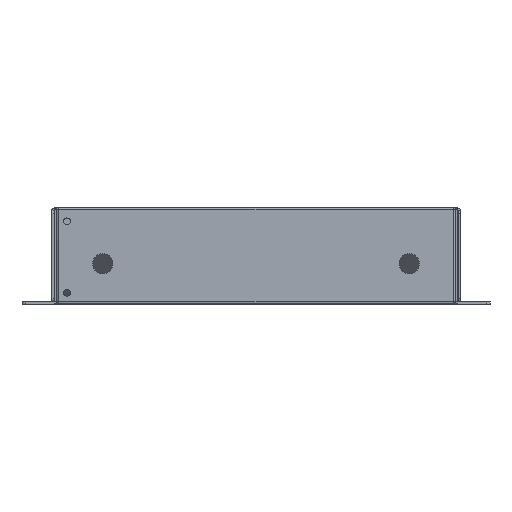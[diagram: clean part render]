
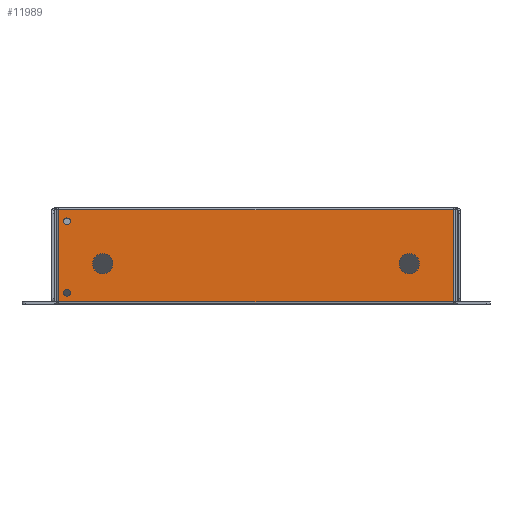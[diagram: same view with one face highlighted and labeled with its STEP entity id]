
A CAD part, front view. The second image highlights one B-rep face of the part: STEP entity #11989.
In plain terms, the highlighted planar face has unit normal (0, -1, 0).
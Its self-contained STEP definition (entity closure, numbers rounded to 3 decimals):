
#90 = VERTEX_POINT ( 'NONE', #8035 ) ;
#107 = CIRCLE ( 'NONE', #11321, 6.25 ) ;
#632 = CARTESIAN_POINT ( 'NONE',  ( -13.307, -476.144, -4.043 ) ) ;
#904 = CARTESIAN_POINT ( 'NONE',  ( -233.307, -476.144, 24.457 ) ) ;
#1144 = EDGE_LOOP ( 'NONE', ( #1659 ) ) ;
#1405 = DIRECTION ( 'NONE',  ( 0., 0., 1. ) ) ;
#1470 = VERTEX_POINT ( 'NONE', #632 ) ;
#1526 = DIRECTION ( 'NONE',  ( 0., 0., -1. ) ) ;
#1659 = ORIENTED_EDGE ( 'NONE', *, *, #12981, .T. ) ;
#1739 = CIRCLE ( 'NONE', #6111, 2.1 ) ;
#1871 = EDGE_CURVE ( 'NONE', #6759, #6759, #1739, .T. ) ;
#1993 = AXIS2_PLACEMENT_3D ( 'NONE', #904, #10428, #13801 ) ;
#2148 = ORIENTED_EDGE ( 'NONE', *, *, #1871, .F. ) ;
#2267 = FACE_BOUND ( 'NONE', #5942, .T. ) ;
#2611 = ORIENTED_EDGE ( 'NONE', *, *, #4798, .T. ) ;
#2772 = CARTESIAN_POINT ( 'NONE',  ( 13.993, -476.144, -33.972 ) ) ;
#3923 = CARTESIAN_POINT ( 'NONE',  ( -225.423, -476.144, -28.365 ) ) ;
#4202 = ORIENTED_EDGE ( 'NONE', *, *, #7534, .T. ) ;
#4462 = CARTESIAN_POINT ( 'NONE',  ( -230.607, -476.144, 23.107 ) ) ;
#4486 = FACE_OUTER_BOUND ( 'NONE', #14610, .T. ) ;
#4769 = DIRECTION ( 'NONE',  ( 0., 1., 0. ) ) ;
#4798 = EDGE_CURVE ( 'NONE', #7489, #4881, #4980, .T. ) ;
#4881 = VERTEX_POINT ( 'NONE', #10862 ) ;
#4980 = LINE ( 'NONE', #2772, #14599 ) ;
#5067 = DIRECTION ( 'NONE',  ( 0., -1., 0. ) ) ;
#5263 = DIRECTION ( 'NONE',  ( 0., 0., -1. ) ) ;
#5349 = LINE ( 'NONE', #5427, #13068 ) ;
#5427 = CARTESIAN_POINT ( 'NONE',  ( -230.636, -476.144, -33.943 ) ) ;
#5942 = EDGE_LOOP ( 'NONE', ( #2148 ) ) ;
#6111 = AXIS2_PLACEMENT_3D ( 'NONE', #3923, #5067, #13238 ) ;
#6241 = VERTEX_POINT ( 'NONE', #4462 ) ;
#6248 = LINE ( 'NONE', #11980, #7623 ) ;
#6295 = EDGE_LOOP ( 'NONE', ( #4202 ) ) ;
#6393 = DIRECTION ( 'NONE',  ( 0., 0., 1. ) ) ;
#6469 = AXIS2_PLACEMENT_3D ( 'NONE', #13420, #6550, #6393 ) ;
#6550 = DIRECTION ( 'NONE',  ( 0., 1., 0. ) ) ;
#6759 = VERTEX_POINT ( 'NONE', #9044 ) ;
#6859 = VERTEX_POINT ( 'NONE', #14185 ) ;
#7202 = CARTESIAN_POINT ( 'NONE',  ( -13.307, -476.144, -10.293 ) ) ;
#7489 = VERTEX_POINT ( 'NONE', #12932 ) ;
#7534 = EDGE_CURVE ( 'NONE', #1470, #1470, #107, .T. ) ;
#7623 = VECTOR ( 'NONE', #1526, 1000. ) ;
#7784 = DIRECTION ( 'NONE',  ( 0., -1., 0. ) ) ;
#7943 = CIRCLE ( 'NONE', #6469, 6.25 ) ;
#7959 = EDGE_LOOP ( 'NONE', ( #12077 ) ) ;
#7999 = PLANE ( 'NONE',  #1993 ) ;
#8035 = CARTESIAN_POINT ( 'NONE',  ( -225.427, -476.144, 13.835 ) ) ;
#8065 = VECTOR ( 'NONE', #13301, 1000. ) ;
#9044 = CARTESIAN_POINT ( 'NONE',  ( -225.423, -476.144, -30.465 ) ) ;
#9076 = AXIS2_PLACEMENT_3D ( 'NONE', #10988, #7784, #5263 ) ;
#9673 = EDGE_CURVE ( 'NONE', #6859, #7489, #5349, .T. ) ;
#10287 = FACE_BOUND ( 'NONE', #1144, .T. ) ;
#10428 = DIRECTION ( 'NONE',  ( 0., 1., 0. ) ) ;
#10862 = CARTESIAN_POINT ( 'NONE',  ( 13.993, -476.144, 23.107 ) ) ;
#10988 = CARTESIAN_POINT ( 'NONE',  ( -225.427, -476.144, 15.935 ) ) ;
#11321 = AXIS2_PLACEMENT_3D ( 'NONE', #7202, #4769, #12725 ) ;
#11359 = FACE_BOUND ( 'NONE', #6295, .T. ) ;
#11398 = EDGE_CURVE ( 'NONE', #6241, #6859, #6248, .T. ) ;
#11433 = EDGE_CURVE ( 'NONE', #90, #90, #14696, .T. ) ;
#11437 = FACE_BOUND ( 'NONE', #7959, .T. ) ;
#11600 = ORIENTED_EDGE ( 'NONE', *, *, #12646, .F. ) ;
#11980 = CARTESIAN_POINT ( 'NONE',  ( -230.607, -476.144, 23.107 ) ) ;
#11983 = VERTEX_POINT ( 'NONE', #14262 ) ;
#11989 = ADVANCED_FACE ( 'NONE', ( #11437, #2267, #10287, #11359, #4486 ), #7999, .F. ) ;
#12005 = LINE ( 'NONE', #14525, #8065 ) ;
#12077 = ORIENTED_EDGE ( 'NONE', *, *, #11433, .F. ) ;
#12263 = ORIENTED_EDGE ( 'NONE', *, *, #9673, .T. ) ;
#12646 = EDGE_CURVE ( 'NONE', #6241, #4881, #12005, .T. ) ;
#12725 = DIRECTION ( 'NONE',  ( 0., 0., 1. ) ) ;
#12822 = ORIENTED_EDGE ( 'NONE', *, *, #11398, .T. ) ;
#12932 = CARTESIAN_POINT ( 'NONE',  ( 13.993, -476.144, -33.943 ) ) ;
#12981 = EDGE_CURVE ( 'NONE', #11983, #11983, #7943, .T. ) ;
#13068 = VECTOR ( 'NONE', #13510, 1000. ) ;
#13238 = DIRECTION ( 'NONE',  ( 0., 0., -1. ) ) ;
#13301 = DIRECTION ( 'NONE',  ( 1., 0., 0. ) ) ;
#13420 = CARTESIAN_POINT ( 'NONE',  ( -203.307, -476.144, -10.293 ) ) ;
#13510 = DIRECTION ( 'NONE',  ( 1., 0., 0. ) ) ;
#13801 = DIRECTION ( 'NONE',  ( 0., 0., 1. ) ) ;
#14185 = CARTESIAN_POINT ( 'NONE',  ( -230.607, -476.144, -33.943 ) ) ;
#14262 = CARTESIAN_POINT ( 'NONE',  ( -203.307, -476.144, -4.043 ) ) ;
#14525 = CARTESIAN_POINT ( 'NONE',  ( -233.307, -476.144, 23.107 ) ) ;
#14599 = VECTOR ( 'NONE', #1405, 1000. ) ;
#14610 = EDGE_LOOP ( 'NONE', ( #2611, #11600, #12822, #12263 ) ) ;
#14696 = CIRCLE ( 'NONE', #9076, 2.1 ) ;
